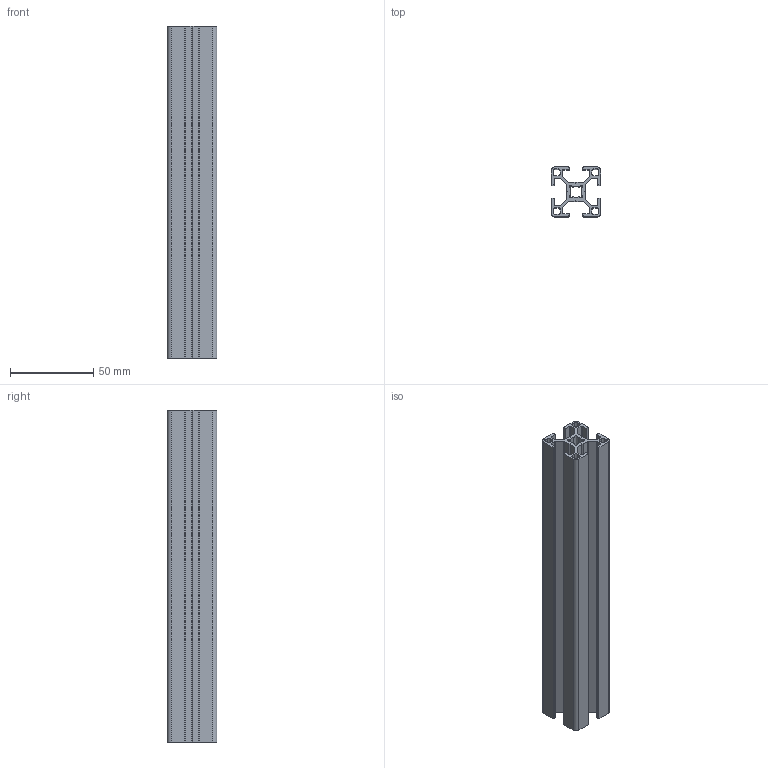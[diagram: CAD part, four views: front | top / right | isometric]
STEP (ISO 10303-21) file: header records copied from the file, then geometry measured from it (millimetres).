
FILE_DESCRIPTION(/* description */ (''),/* implementation_level */ '2;1');
FILE_NAME(/* name */ '3030_sharalu.step',/* time_stamp */ '2023-09-06T18:43:28+02:00',/* author */ (''),/* organization */ (''),/* preprocessor_version */ 'ST-DEVELOPER v20',/* originating_system */ 'Autodesk Translation Framework v12.9.0.99',/* authorisation */ '');
FILE_SCHEMA (('AUTOMOTIVE_DESIGN { 1 0 10303 214 3 1 1 }'));
Length unit declared in the file: millimetre
Products named in the file (1): 3030
Bounding box: 30 x 30 x 200 mm (x, y, z)
Volume: 57335.3 mm3; surface area: 66383.7 mm2
Topology: 1 solids, 1 shells, 158 faces, 468 edges, 312 vertices
Faces by surface type: plane 98, cylinder 60
Entity records: 5352 total; most frequent: CARTESIAN_POINT 939, ORIENTED_EDGE 936, DIRECTION 906, EDGE_CURVE 468, LINE 348, VECTOR 348, VERTEX_POINT 312, AXIS2_PLACEMENT_3D 279
